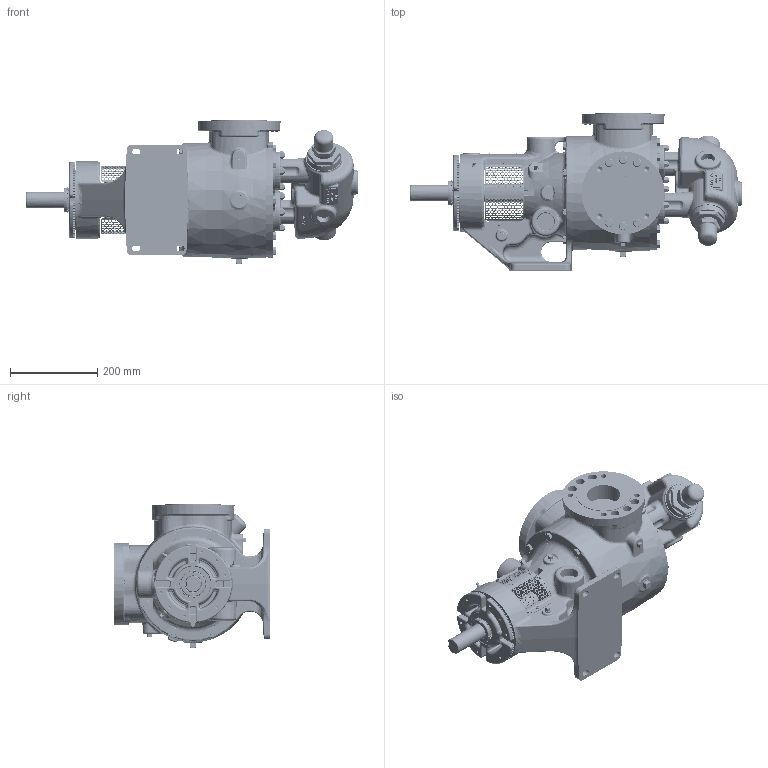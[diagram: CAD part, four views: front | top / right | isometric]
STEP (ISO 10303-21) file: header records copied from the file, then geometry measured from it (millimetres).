
FILE_DESCRIPTION (( 'STEP AP214' ), '1' );
FILE_NAME ('LV-4512.STEP', '2024-02-12T17:29:48', ( '' ), ( '' ), 'SwSTEP 2.0', 'SolidWorks 2022', '' );
FILE_SCHEMA (( 'AUTOMOTIVE_DESIGN' ));
Length unit declared in the file: millimetre
Products named in the file (1): LV-4512
Bounding box: 762.08 x 360.36 x 328.36 mm (x, y, z)
Volume: 23133125.4 mm3; surface area: 1049525.1 mm2
Topology: 1 solids, 1 shells, 8628 faces, 22853 edges, 14407 vertices
Faces by surface type: bspline 3699, plane 2760, cylinder 1039, cone 785, torus 237, sphere 108
Entity records: 455215 total; most frequent: CARTESIAN_POINT 215019, ORIENTED_EDGE 45400, DIRECTION 25764, EDGE_CURVE 22700, VERTEX_POINT 14400, B_SPLINE_CURVE_WITH_KNOTS 11973, AXIS2_PLACEMENT_3D 10458, EDGE_LOOP 9802
